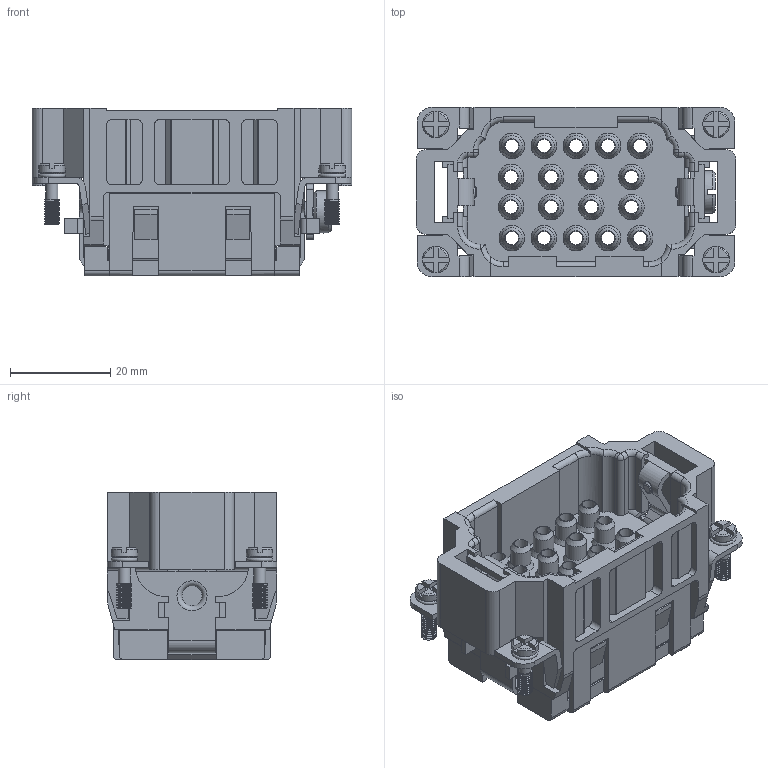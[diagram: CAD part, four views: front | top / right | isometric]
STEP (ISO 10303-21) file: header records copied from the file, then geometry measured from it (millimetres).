
FILE_DESCRIPTION(/* description */ (''),/* implementation_level */ '2;1');
FILE_NAME(/* name */ 'HEE-018-MC.stp',/* time_stamp */ '2023-09-18T13:00:33+08:00',/* author */ (''),/* organization */ (''),/* preprocessor_version */ 'ST-DEVELOPER v16',/* originating_system */ 'SIEMENS PLM Software NX 10.0',/* authorisation */ '');
FILE_SCHEMA (('AUTOMOTIVE_DESIGN { 1 0 10303 214 3 1 1 1 }'));
Products named in the file (1): Admi16F8F3C4yss6
Bounding box: 63.8 x 33.8 x 33.5 mm (x, y, z)
Volume: 156.4 mm3; surface area: 30721.9 mm2
Topology: 7 solids, 8 shells, 1386 faces, 3814 edges, 2469 vertices
Faces by surface type: plane 795, cylinder 411, cone 125, sphere 23, torus 22, bspline 10
Full cylindrical faces by diameter (mm): 1.5 x1, 1.6 x7, 1.8 x7, 2.4 x4, 2.5 x7, 2.65 x21, 3 x40, 4 x2, 4.1 x18, 4.8 x18, 5.3 x4, 6.4 x2, 8.5 x1
Entity records: 55170 total; most frequent: CARTESIAN_POINT 21550, ORIENTED_EDGE 6918, DIRECTION 6879, EDGE_CURVE 3459, AXIS2_PLACEMENT_3D 2340, VERTEX_POINT 2328, LINE 2199, VECTOR 2199
